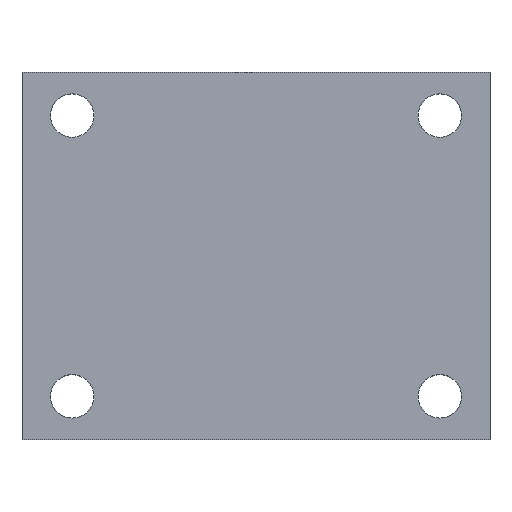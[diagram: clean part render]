
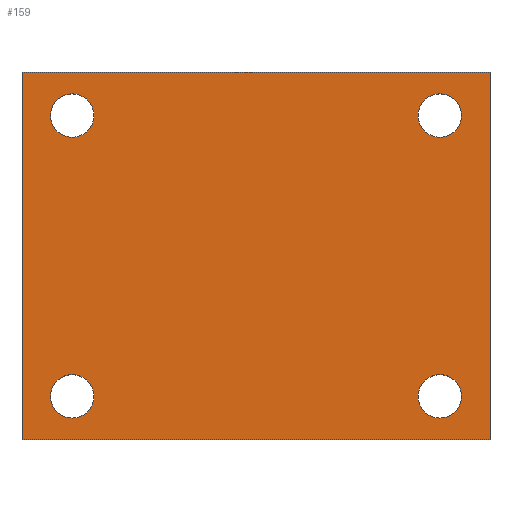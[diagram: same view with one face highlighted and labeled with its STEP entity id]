
A CAD part, top view. The second image highlights one B-rep face of the part: STEP entity #159.
In plain terms, the highlighted planar face has unit normal (0, 0, 1).
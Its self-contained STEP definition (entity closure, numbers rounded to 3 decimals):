
#7 = CARTESIAN_POINT ( 'NONE',  ( -27.5, -21., 5. ) ) ;
#9 = VERTEX_POINT ( 'NONE', #170 ) ;
#10 = CARTESIAN_POINT ( 'NONE',  ( -27.5, -21., 5. ) ) ;
#16 = LINE ( 'NONE', #117, #322 ) ;
#18 = VECTOR ( 'NONE', #328, 1000. ) ;
#19 = VERTEX_POINT ( 'NONE', #253 ) ;
#20 = DIRECTION ( 'NONE',  ( 1., 0., 0. ) ) ;
#22 = AXIS2_PLACEMENT_3D ( 'NONE', #39, #111, #187 ) ;
#27 = CARTESIAN_POINT ( 'NONE',  ( 24.25, 21., 5. ) ) ;
#39 = CARTESIAN_POINT ( 'NONE',  ( 27.5, 21., 5. ) ) ;
#41 = CARTESIAN_POINT ( 'NONE',  ( 27.5, 21., 5. ) ) ;
#42 = EDGE_CURVE ( 'NONE', #246, #385, #56, .T. ) ;
#45 = CARTESIAN_POINT ( 'NONE',  ( -24.25, -21., 5. ) ) ;
#53 = CIRCLE ( 'NONE', #332, 3.25 ) ;
#56 = LINE ( 'NONE', #444, #18 ) ;
#57 = FACE_BOUND ( 'NONE', #473, .T. ) ;
#59 = CARTESIAN_POINT ( 'NONE',  ( -35., -27.5, 5. ) ) ;
#60 = CARTESIAN_POINT ( 'NONE',  ( 30.75, -21., 5. ) ) ;
#62 = ORIENTED_EDGE ( 'NONE', *, *, #341, .F. ) ;
#76 = VERTEX_POINT ( 'NONE', #27 ) ;
#81 = LINE ( 'NONE', #152, #88 ) ;
#82 = VERTEX_POINT ( 'NONE', #286 ) ;
#84 = ORIENTED_EDGE ( 'NONE', *, *, #459, .T. ) ;
#85 = DIRECTION ( 'NONE',  ( 0., 0., 1. ) ) ;
#86 = ORIENTED_EDGE ( 'NONE', *, *, #135, .T. ) ;
#88 = VECTOR ( 'NONE', #269, 1000. ) ;
#89 = ORIENTED_EDGE ( 'NONE', *, *, #351, .F. ) ;
#94 = ORIENTED_EDGE ( 'NONE', *, *, #361, .F. ) ;
#96 = CIRCLE ( 'NONE', #496, 3.25 ) ;
#99 = EDGE_CURVE ( 'NONE', #116, #82, #96, .T. ) ;
#102 = DIRECTION ( 'NONE',  ( 0., 0., 1. ) ) ;
#108 = DIRECTION ( 'NONE',  ( 1., 0., 0. ) ) ;
#111 = DIRECTION ( 'NONE',  ( 0., 0., 1. ) ) ;
#116 = VERTEX_POINT ( 'NONE', #60 ) ;
#117 = CARTESIAN_POINT ( 'NONE',  ( 35., -27.5, 5. ) ) ;
#119 = EDGE_CURVE ( 'NONE', #192, #19, #378, .T. ) ;
#123 = ORIENTED_EDGE ( 'NONE', *, *, #119, .F. ) ;
#129 = CARTESIAN_POINT ( 'NONE',  ( 27.5, -21., 5. ) ) ;
#135 = EDGE_CURVE ( 'NONE', #312, #9, #433, .T. ) ;
#143 = FACE_OUTER_BOUND ( 'NONE', #471, .T. ) ;
#152 = CARTESIAN_POINT ( 'NONE',  ( -35., -27.5, 5. ) ) ;
#155 = VECTOR ( 'NONE', #173, 1000. ) ;
#159 = ADVANCED_FACE ( 'NONE', ( #247, #57, #143, #292, #255 ), #492, .T. ) ;
#167 = DIRECTION ( 'NONE',  ( 0., 0., 1. ) ) ;
#170 = CARTESIAN_POINT ( 'NONE',  ( -35., 27.5, 5. ) ) ;
#172 = AXIS2_PLACEMENT_3D ( 'NONE', #41, #185, #108 ) ;
#173 = DIRECTION ( 'NONE',  ( -1., 0., 0. ) ) ;
#177 = DIRECTION ( 'NONE',  ( 1., 0., 0. ) ) ;
#178 = AXIS2_PLACEMENT_3D ( 'NONE', #365, #487, #321 ) ;
#182 = CIRCLE ( 'NONE', #374, 3.25 ) ;
#185 = DIRECTION ( 'NONE',  ( 0., 0., 1. ) ) ;
#187 = DIRECTION ( 'NONE',  ( 1., 0., 0. ) ) ;
#188 = ORIENTED_EDGE ( 'NONE', *, *, #42, .T. ) ;
#192 = VERTEX_POINT ( 'NONE', #451 ) ;
#194 = ORIENTED_EDGE ( 'NONE', *, *, #456, .F. ) ;
#214 = EDGE_LOOP ( 'NONE', ( #194, #352 ) ) ;
#229 = ORIENTED_EDGE ( 'NONE', *, *, #99, .F. ) ;
#232 = ORIENTED_EDGE ( 'NONE', *, *, #381, .T. ) ;
#246 = VERTEX_POINT ( 'NONE', #59 ) ;
#247 = FACE_BOUND ( 'NONE', #475, .T. ) ;
#253 = CARTESIAN_POINT ( 'NONE',  ( -30.75, 21., 5. ) ) ;
#255 = FACE_BOUND ( 'NONE', #305, .T. ) ;
#262 = DIRECTION ( 'NONE',  ( 0., 0., 1. ) ) ;
#269 = DIRECTION ( 'NONE',  ( 0., -1., 0. ) ) ;
#271 = DIRECTION ( 'NONE',  ( 1., 0., 0. ) ) ;
#274 = VERTEX_POINT ( 'NONE', #454 ) ;
#286 = CARTESIAN_POINT ( 'NONE',  ( 24.25, -21., 5. ) ) ;
#292 = FACE_BOUND ( 'NONE', #214, .T. ) ;
#294 = CARTESIAN_POINT ( 'NONE',  ( 30.75, 21., 5. ) ) ;
#295 = CARTESIAN_POINT ( 'NONE',  ( 35., -27.5, 5. ) ) ;
#296 = CIRCLE ( 'NONE', #387, 3.25 ) ;
#304 = DIRECTION ( 'NONE',  ( 1., 0., 0. ) ) ;
#305 = EDGE_LOOP ( 'NONE', ( #62, #94 ) ) ;
#307 = DIRECTION ( 'NONE',  ( 0., 0., 1. ) ) ;
#312 = VERTEX_POINT ( 'NONE', #338 ) ;
#316 = CARTESIAN_POINT ( 'NONE',  ( 27.5, -21., 5. ) ) ;
#321 = DIRECTION ( 'NONE',  ( 1., 0., 0. ) ) ;
#322 = VECTOR ( 'NONE', #425, 1000. ) ;
#324 = VERTEX_POINT ( 'NONE', #294 ) ;
#328 = DIRECTION ( 'NONE',  ( 1., 0., 0. ) ) ;
#332 = AXIS2_PLACEMENT_3D ( 'NONE', #316, #477, #271 ) ;
#338 = CARTESIAN_POINT ( 'NONE',  ( 35., 27.5, 5. ) ) ;
#341 = EDGE_CURVE ( 'NONE', #76, #324, #392, .T. ) ;
#351 = EDGE_CURVE ( 'NONE', #19, #192, #364, .T. ) ;
#352 = ORIENTED_EDGE ( 'NONE', *, *, #472, .F. ) ;
#361 = EDGE_CURVE ( 'NONE', #324, #76, #476, .T. ) ;
#364 = CIRCLE ( 'NONE', #458, 3.25 ) ;
#365 = CARTESIAN_POINT ( 'NONE',  ( -27.5, 21., 5. ) ) ;
#374 = AXIS2_PLACEMENT_3D ( 'NONE', #7, #307, #304 ) ;
#378 = CIRCLE ( 'NONE', #178, 3.25 ) ;
#381 = EDGE_CURVE ( 'NONE', #385, #312, #16, .T. ) ;
#385 = VERTEX_POINT ( 'NONE', #295 ) ;
#387 = AXIS2_PLACEMENT_3D ( 'NONE', #10, #85, #20 ) ;
#392 = CIRCLE ( 'NONE', #172, 3.25 ) ;
#414 = DIRECTION ( 'NONE',  ( 1., 0., 0. ) ) ;
#419 = VERTEX_POINT ( 'NONE', #45 ) ;
#425 = DIRECTION ( 'NONE',  ( 0., 1., 0. ) ) ;
#429 = EDGE_CURVE ( 'NONE', #82, #116, #53, .T. ) ;
#433 = LINE ( 'NONE', #436, #155 ) ;
#436 = CARTESIAN_POINT ( 'NONE',  ( 35., 27.5, 5. ) ) ;
#444 = CARTESIAN_POINT ( 'NONE',  ( 35., -27.5, 5. ) ) ;
#449 = DIRECTION ( 'NONE',  ( 1., 0., 0. ) ) ;
#451 = CARTESIAN_POINT ( 'NONE',  ( -24.25, 21., 5. ) ) ;
#452 = CARTESIAN_POINT ( 'NONE',  ( 0., 0., 5. ) ) ;
#454 = CARTESIAN_POINT ( 'NONE',  ( -30.75, -21., 5. ) ) ;
#455 = CARTESIAN_POINT ( 'NONE',  ( -27.5, 21., 5. ) ) ;
#456 = EDGE_CURVE ( 'NONE', #274, #419, #182, .T. ) ;
#458 = AXIS2_PLACEMENT_3D ( 'NONE', #455, #262, #414 ) ;
#459 = EDGE_CURVE ( 'NONE', #9, #246, #81, .T. ) ;
#468 = ORIENTED_EDGE ( 'NONE', *, *, #429, .F. ) ;
#471 = EDGE_LOOP ( 'NONE', ( #84, #188, #232, #86 ) ) ;
#472 = EDGE_CURVE ( 'NONE', #419, #274, #296, .T. ) ;
#473 = EDGE_LOOP ( 'NONE', ( #89, #123 ) ) ;
#475 = EDGE_LOOP ( 'NONE', ( #468, #229 ) ) ;
#476 = CIRCLE ( 'NONE', #22, 3.25 ) ;
#477 = DIRECTION ( 'NONE',  ( 0., 0., 1. ) ) ;
#487 = DIRECTION ( 'NONE',  ( 0., 0., 1. ) ) ;
#492 = PLANE ( 'NONE',  #494 ) ;
#494 = AXIS2_PLACEMENT_3D ( 'NONE', #452, #102, #177 ) ;
#496 = AXIS2_PLACEMENT_3D ( 'NONE', #129, #167, #449 ) ;
